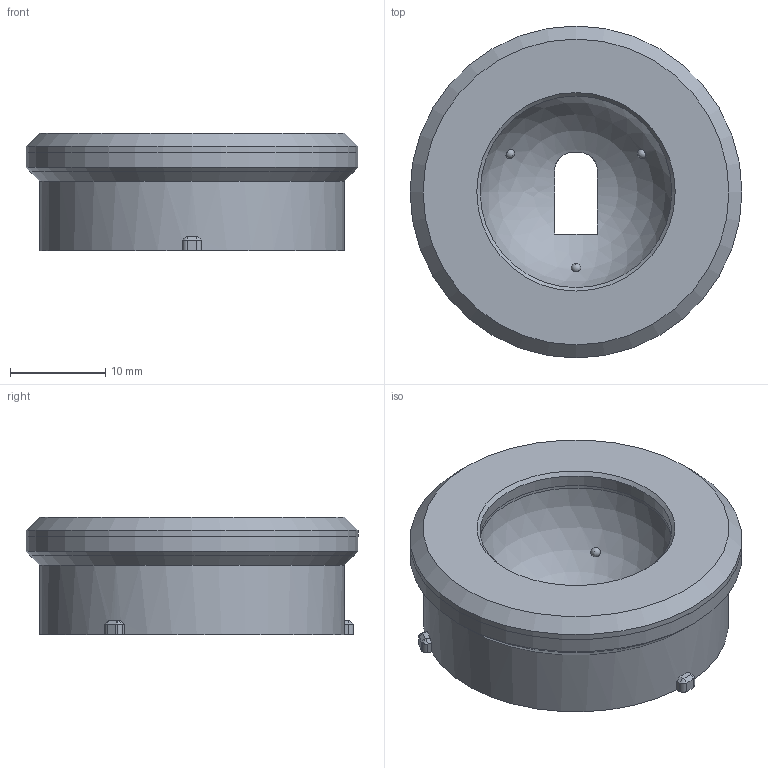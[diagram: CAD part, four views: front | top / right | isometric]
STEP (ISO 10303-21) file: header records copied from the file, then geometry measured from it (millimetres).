
FILE_DESCRIPTION(('HOOPS Exchange Step'),'2;1');
FILE_NAME('temp_export','2025-09-02T13:05:29-07:00',('michael'),('Shapr3D Limited'),'HOOPS Exchange 2025.6','Shapr3D','Authorized');
FILE_SCHEMA( ('AP242_MANAGED_MODEL_BASED_3D_ENGINEERING_MIM_LF {1 0 10303 442 1 1 4}') );
Length unit declared in the file: millimetre
Products named in the file (1): bowl-20mm
Bounding box: 34.85 x 34.85 x 12.3 mm (x, y, z)
Volume: 7392.9 mm3; surface area: 4731.5 mm2
Topology: 2 solids, 2 shells, 82 faces, 205 edges, 133 vertices
Faces by surface type: plane 35, cylinder 18, cone 14, sphere 9, torus 6
Full cylindrical faces by diameter (mm): 2 x3, 2.1 x3, 32 x1, 34.85 x2
Entity records: 2585 total; most frequent: DIRECTION 483, CARTESIAN_POINT 461, ORIENTED_EDGE 404, EDGE_CURVE 202, AXIS2_PLACEMENT_3D 199, VERTEX_POINT 133, CIRCLE 109, EDGE_LOOP 95
